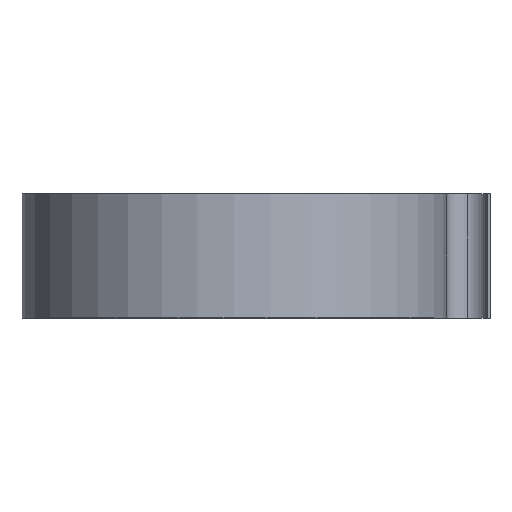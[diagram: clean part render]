
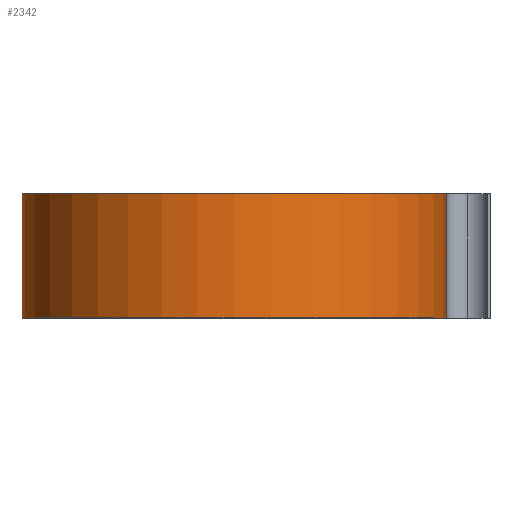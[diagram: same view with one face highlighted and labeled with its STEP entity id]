
A CAD part, top view. The second image highlights one B-rep face of the part: STEP entity #2342.
In plain terms, the highlighted cylindrical face has radius 20.5 mm (diameter 41 mm), a partial arc.
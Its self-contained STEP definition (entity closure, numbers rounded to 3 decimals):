
#394 = CIRCLE ( 'NONE', #4017, 20.5 ) ;
#455 = CARTESIAN_POINT ( 'NONE',  ( -20.5, 12., 0. ) ) ;
#497 = CARTESIAN_POINT ( 'NONE',  ( 0., 12., 0. ) ) ;
#512 = FACE_OUTER_BOUND ( 'NONE', #2753, .T. ) ;
#548 = CARTESIAN_POINT ( 'NONE',  ( 20.5, 0., 0. ) ) ;
#603 = VECTOR ( 'NONE', #4170, 1000. ) ;
#799 = EDGE_CURVE ( 'NONE', #5016, #3262, #394, .T. ) ;
#914 = DIRECTION ( 'NONE',  ( 0., 0., -1. ) ) ;
#953 = LINE ( 'NONE', #2608, #603 ) ;
#1099 = DIRECTION ( 'NONE',  ( 1., 0., 0. ) ) ;
#1164 = ORIENTED_EDGE ( 'NONE', *, *, #799, .T. ) ;
#1208 = EDGE_CURVE ( 'NONE', #5184, #2313, #2048, .T. ) ;
#1356 = ORIENTED_EDGE ( 'NONE', *, *, #4600, .F. ) ;
#1441 = CARTESIAN_POINT ( 'NONE',  ( 0., 12., 0. ) ) ;
#1558 = DIRECTION ( 'NONE',  ( 0., 1., 0. ) ) ;
#1709 = ORIENTED_EDGE ( 'NONE', *, *, #1208, .F. ) ;
#2048 = CIRCLE ( 'NONE', #4920, 20.5 ) ;
#2153 = CARTESIAN_POINT ( 'NONE',  ( -20.5, 0., 0. ) ) ;
#2159 = DIRECTION ( 'NONE',  ( 0., 1., 0. ) ) ;
#2219 = DIRECTION ( 'NONE',  ( 0., -1., 0. ) ) ;
#2313 = VERTEX_POINT ( 'NONE', #5236 ) ;
#2342 = ADVANCED_FACE ( 'NONE', ( #512 ), #3040, .T. ) ;
#2454 = DIRECTION ( 'NONE',  ( 0., -1., 0. ) ) ;
#2567 = AXIS2_PLACEMENT_3D ( 'NONE', #1441, #2219, #914 ) ;
#2608 = CARTESIAN_POINT ( 'NONE',  ( 20.5, 12., 0. ) ) ;
#2753 = EDGE_LOOP ( 'NONE', ( #1164, #1356, #1709, #4462 ) ) ;
#2842 = LINE ( 'NONE', #4877, #3884 ) ;
#3040 = CYLINDRICAL_SURFACE ( 'NONE', #2567, 20.5 ) ;
#3106 = CARTESIAN_POINT ( 'NONE',  ( 0., 0., 0. ) ) ;
#3262 = VERTEX_POINT ( 'NONE', #548 ) ;
#3884 = VECTOR ( 'NONE', #2454, 1000. ) ;
#3948 = EDGE_CURVE ( 'NONE', #5184, #5016, #2842, .T. ) ;
#4017 = AXIS2_PLACEMENT_3D ( 'NONE', #3106, #1558, #1099 ) ;
#4112 = DIRECTION ( 'NONE',  ( 1., 0., 0. ) ) ;
#4170 = DIRECTION ( 'NONE',  ( 0., -1., 0. ) ) ;
#4462 = ORIENTED_EDGE ( 'NONE', *, *, #3948, .T. ) ;
#4600 = EDGE_CURVE ( 'NONE', #2313, #3262, #953, .T. ) ;
#4877 = CARTESIAN_POINT ( 'NONE',  ( -20.5, 12., 0. ) ) ;
#4920 = AXIS2_PLACEMENT_3D ( 'NONE', #497, #2159, #4112 ) ;
#5016 = VERTEX_POINT ( 'NONE', #2153 ) ;
#5184 = VERTEX_POINT ( 'NONE', #455 ) ;
#5236 = CARTESIAN_POINT ( 'NONE',  ( 20.5, 12., 0. ) ) ;
